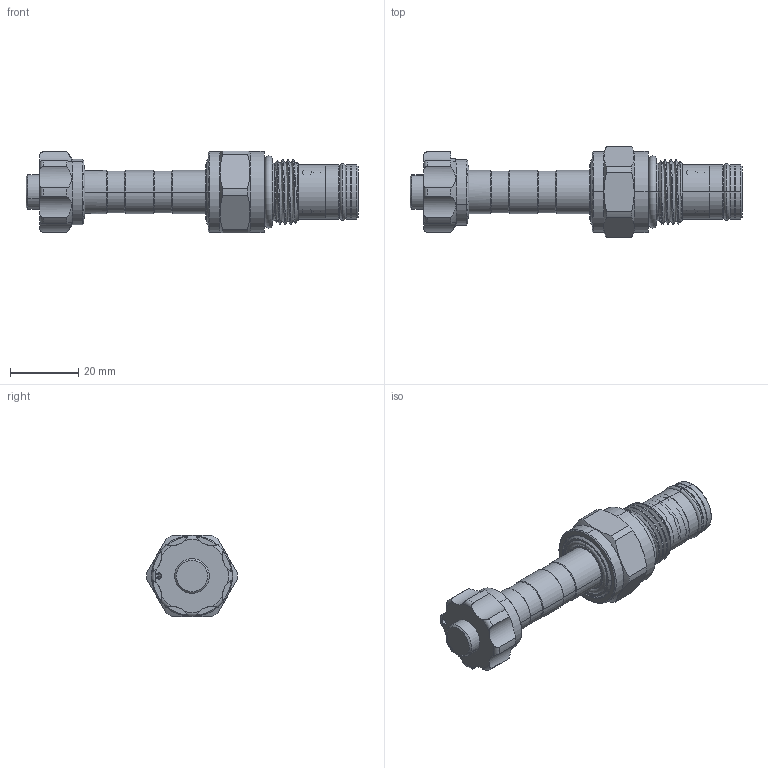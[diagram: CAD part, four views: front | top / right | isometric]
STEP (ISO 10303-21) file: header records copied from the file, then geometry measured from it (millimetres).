
FILE_DESCRIPTION (( 'STEP AP203' ), '1' );
FILE_NAME ('EP19E2A07M05.STEP', '2020-03-30T07:00:56', ( '' ), ( '' ), 'SwSTEP 2.0', 'SolidWorks 2018', '' );
FILE_SCHEMA (( 'CONFIG_CONTROL_DESIGN' ));
Length unit declared in the file: millimetre
Products named in the file (1): EP19E2A07M05
Bounding box: 97.5 x 26.66 x 24 mm (x, y, z)
Volume: 22656.7 mm3; surface area: 9329.8 mm2
Topology: 4 solids, 6 shells, 230 faces, 579 edges, 368 vertices
Faces by surface type: cylinder 122, plane 43, cone 38, torus 22, bspline 3, sphere 2
Entity records: 9706 total; most frequent: CARTESIAN_POINT 4188, ORIENTED_EDGE 1158, DIRECTION 1141, EDGE_CURVE 579, AXIS2_PLACEMENT_3D 480, VERTEX_POINT 368, CIRCLE 252, EDGE_LOOP 249
